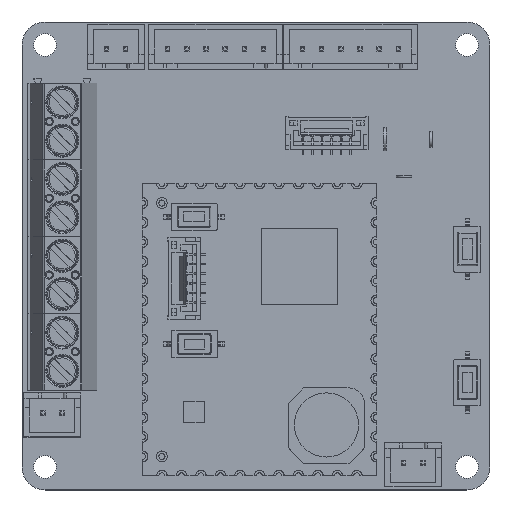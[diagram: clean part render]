
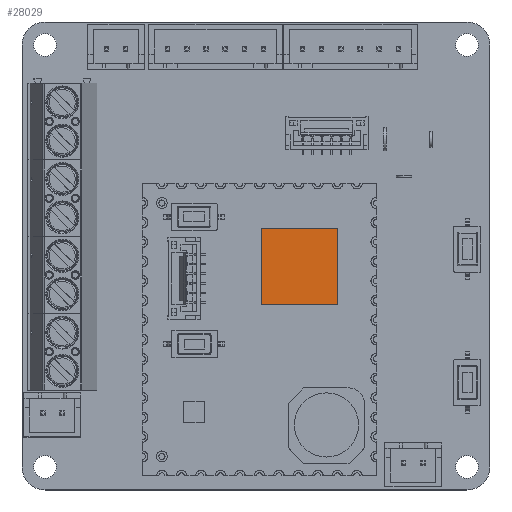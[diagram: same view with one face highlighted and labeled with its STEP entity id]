
A CAD part, top view. The second image highlights one B-rep face of the part: STEP entity #28029.
In plain terms, the highlighted planar face has unit normal (0, 0, 1).
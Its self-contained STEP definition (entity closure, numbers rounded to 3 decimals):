
#689=PLANE('',#30174);
#2963=FACE_OUTER_BOUND('',#4569,.T.);
#4569=EDGE_LOOP('',(#21024,#21025,#21026,#21027));
#6515=LINE('',#41682,#9789);
#6518=LINE('',#41688,#9792);
#6521=LINE('',#41694,#9795);
#6524=LINE('',#41698,#9798);
#9789=VECTOR('',#33305,10.);
#9792=VECTOR('',#33310,10.);
#9795=VECTOR('',#33315,10.);
#9798=VECTOR('',#33320,10.);
#13572=VERTEX_POINT('',#41679);
#13573=VERTEX_POINT('',#41681);
#13575=VERTEX_POINT('',#41687);
#13577=VERTEX_POINT('',#41693);
#16390=EDGE_CURVE('',#13573,#13572,#6515,.T.);
#16393=EDGE_CURVE('',#13575,#13573,#6518,.T.);
#16396=EDGE_CURVE('',#13577,#13575,#6521,.T.);
#16399=EDGE_CURVE('',#13572,#13577,#6524,.T.);
#21024=ORIENTED_EDGE('',*,*,#16399,.T.);
#21025=ORIENTED_EDGE('',*,*,#16396,.T.);
#21026=ORIENTED_EDGE('',*,*,#16393,.T.);
#21027=ORIENTED_EDGE('',*,*,#16390,.T.);
#28029=ADVANCED_FACE('',(#2963),#689,.T.);
#30174=AXIS2_PLACEMENT_3D('',#41699,#33321,#33322);
#33305=DIRECTION('',(0.,-1.,0.));
#33310=DIRECTION('',(-1.,0.,0.));
#33315=DIRECTION('',(0.,1.,0.));
#33320=DIRECTION('',(1.,0.,0.));
#33321=DIRECTION('center_axis',(0.,0.,1.));
#33322=DIRECTION('ref_axis',(1.,0.,0.));
#41679=CARTESIAN_POINT('',(-10.24,-13.25,2.6));
#41681=CARTESIAN_POINT('',(-10.24,-3.25,2.6));
#41682=CARTESIAN_POINT('',(-10.24,-3.25,2.6));
#41687=CARTESIAN_POINT('',(-0.24,-3.25,2.6));
#41688=CARTESIAN_POINT('',(-0.24,-3.25,2.6));
#41693=CARTESIAN_POINT('',(-0.24,-13.25,2.6));
#41694=CARTESIAN_POINT('',(-0.24,-13.25,2.6));
#41698=CARTESIAN_POINT('',(-10.24,-13.25,2.6));
#41699=CARTESIAN_POINT('Origin',(-5.24,-8.25,2.6));
